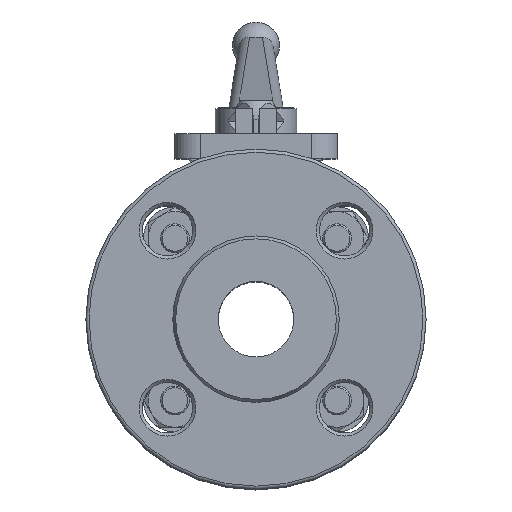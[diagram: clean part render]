
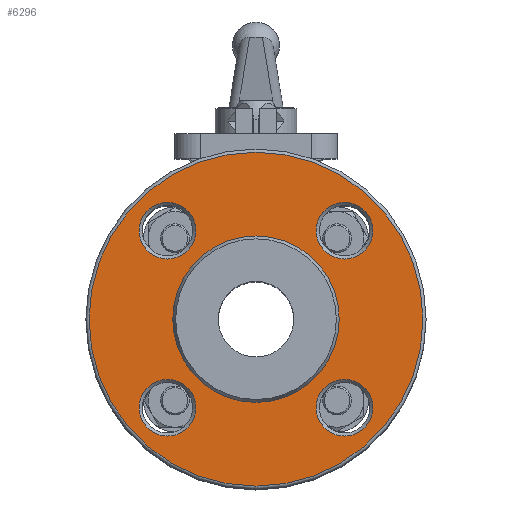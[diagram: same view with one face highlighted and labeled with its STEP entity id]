
A CAD part, top view. The second image highlights one B-rep face of the part: STEP entity #6296.
In plain terms, the highlighted face is planar.
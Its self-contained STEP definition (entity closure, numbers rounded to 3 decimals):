
#929=PLANE('',#6937);
#2249=ORIENTED_EDGE('',*,*,#3625,.F.);
#2250=ORIENTED_EDGE('',*,*,#3628,.F.);
#2251=ORIENTED_EDGE('',*,*,#3629,.F.);
#2252=ORIENTED_EDGE('',*,*,#3630,.F.);
#2253=ORIENTED_EDGE('',*,*,#3631,.F.);
#2254=ORIENTED_EDGE('',*,*,#3627,.T.);
#3625=EDGE_CURVE('',#4397,#4397,#4904,.T.);
#3627=EDGE_CURVE('',#4399,#4399,#4906,.T.);
#3628=EDGE_CURVE('',#4400,#4400,#4907,.T.);
#3629=EDGE_CURVE('',#4401,#4401,#4908,.T.);
#3630=EDGE_CURVE('',#4402,#4402,#4909,.T.);
#3631=EDGE_CURVE('',#4403,#4403,#4910,.T.);
#4397=VERTEX_POINT('',#10479);
#4399=VERTEX_POINT('',#10484);
#4400=VERTEX_POINT('',#10487);
#4401=VERTEX_POINT('',#10489);
#4402=VERTEX_POINT('',#10491);
#4403=VERTEX_POINT('',#10493);
#4904=CIRCLE('',#6933,26.424);
#4906=CIRCLE('',#6936,53.);
#4907=CIRCLE('',#6938,9.);
#4908=CIRCLE('',#6939,9.);
#4909=CIRCLE('',#6940,9.);
#4910=CIRCLE('',#6941,9.);
#5260=EDGE_LOOP('',(#2249));
#5261=EDGE_LOOP('',(#2250));
#5262=EDGE_LOOP('',(#2251));
#5263=EDGE_LOOP('',(#2252));
#5264=EDGE_LOOP('',(#2253));
#5265=EDGE_LOOP('',(#2254));
#5751=FACE_BOUND('',#5260,.T.);
#5752=FACE_BOUND('',#5261,.T.);
#5753=FACE_BOUND('',#5262,.T.);
#5754=FACE_BOUND('',#5263,.T.);
#5755=FACE_BOUND('',#5264,.T.);
#5756=FACE_BOUND('',#5265,.T.);
#6296=ADVANCED_FACE('',(#5751,#5752,#5753,#5754,#5755,#5756),#929,.F.);
#6933=AXIS2_PLACEMENT_3D('',#10478,#8310,#8311);
#6936=AXIS2_PLACEMENT_3D('',#10483,#8316,#8317);
#6937=AXIS2_PLACEMENT_3D('',#10485,#8318,#8319);
#6938=AXIS2_PLACEMENT_3D('',#10486,#8320,#8321);
#6939=AXIS2_PLACEMENT_3D('',#10488,#8322,#8323);
#6940=AXIS2_PLACEMENT_3D('',#10490,#8324,#8325);
#6941=AXIS2_PLACEMENT_3D('',#10492,#8326,#8327);
#8310=DIRECTION('',(0.,0.,-1.));
#8311=DIRECTION('',(-1.,0.,0.));
#8316=DIRECTION('',(0.,0.,-1.));
#8317=DIRECTION('',(-1.,0.,0.));
#8318=DIRECTION('',(0.,0.,1.));
#8319=DIRECTION('',(1.,0.,0.));
#8320=DIRECTION('',(0.,0.,-1.));
#8321=DIRECTION('',(-1.,0.,0.));
#8322=DIRECTION('',(0.,0.,-1.));
#8323=DIRECTION('',(-1.,0.,0.));
#8324=DIRECTION('',(0.,0.,-1.));
#8325=DIRECTION('',(-1.,0.,0.));
#8326=DIRECTION('',(0.,0.,-1.));
#8327=DIRECTION('',(-1.,0.,0.));
#10478=CARTESIAN_POINT('',(0.,0.,-72.2));
#10479=CARTESIAN_POINT('',(-26.424,0.,-72.2));
#10483=CARTESIAN_POINT('',(0.,0.,-72.2));
#10484=CARTESIAN_POINT('',(-53.,0.,-72.2));
#10485=CARTESIAN_POINT('',(0.,54.,-72.2));
#10486=CARTESIAN_POINT('',(-28.107,-28.107,-72.2));
#10487=CARTESIAN_POINT('',(-37.107,-28.107,-72.2));
#10488=CARTESIAN_POINT('',(28.107,-28.107,-72.2));
#10489=CARTESIAN_POINT('',(19.107,-28.107,-72.2));
#10490=CARTESIAN_POINT('',(28.107,28.107,-72.2));
#10491=CARTESIAN_POINT('',(19.107,28.107,-72.2));
#10492=CARTESIAN_POINT('',(-28.107,28.107,-72.2));
#10493=CARTESIAN_POINT('',(-37.107,28.107,-72.2));
